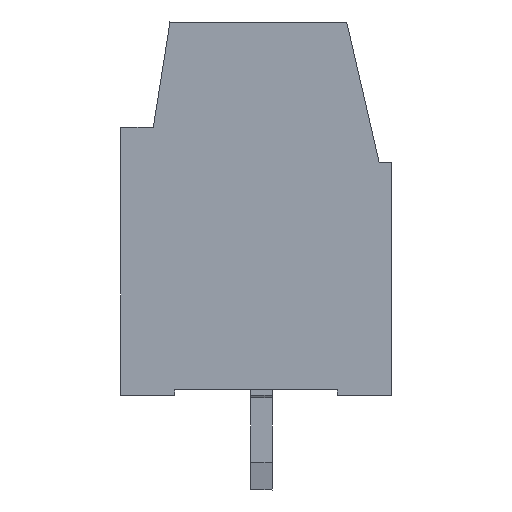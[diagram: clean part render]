
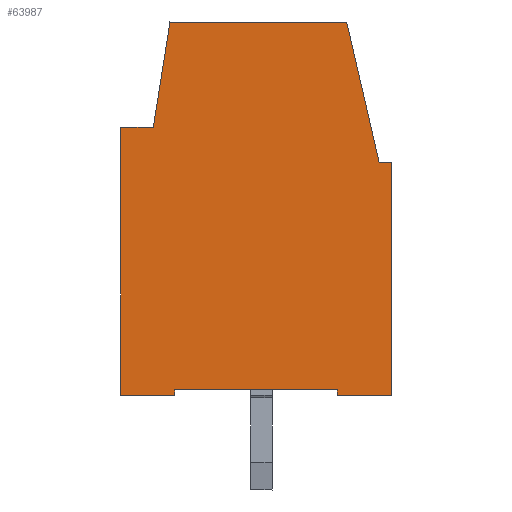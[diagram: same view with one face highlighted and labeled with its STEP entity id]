
A CAD part, left-side view. The second image highlights one B-rep face of the part: STEP entity #63987.
In plain terms, the highlighted planar face has unit normal (-1, 0, 0).
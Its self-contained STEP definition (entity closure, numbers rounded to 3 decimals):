
#63895=AXIS2_PLACEMENT_3D('Plane Axis2P3D',#63892,#63893,#63894) ;
#63503=CARTESIAN_POINT('Vertex',(0.,0.,12.101)) ;
#63506=CARTESIAN_POINT('Line Origine',(0.,0.,7.8)) ;
#63510=CARTESIAN_POINT('Vertex',(0.,0.,3.5)) ;
#63876=CARTESIAN_POINT('Vertex',(0.,0.445,12.1)) ;
#63879=CARTESIAN_POINT('Line Origine',(0.,0.223,12.1)) ;
#63892=CARTESIAN_POINT('Axis2P3D Location',(0.,3.449,14.)) ;
#63897=CARTESIAN_POINT('Line Origine',(0.,1.027,14.623)) ;
#63901=CARTESIAN_POINT('Vertex',(0.,1.609,17.145)) ;
#63904=CARTESIAN_POINT('Line Origine',(0.,1.627,17.223)) ;
#63908=CARTESIAN_POINT('Vertex',(0.,1.645,17.3)) ;
#63911=CARTESIAN_POINT('Line Origine',(0.,4.913,17.3)) ;
#63915=CARTESIAN_POINT('Vertex',(0.,8.181,17.301)) ;
#63918=CARTESIAN_POINT('Line Origine',(0.,8.49,15.351)) ;
#63922=CARTESIAN_POINT('Vertex',(0.,8.799,13.401)) ;
#63925=CARTESIAN_POINT('Line Origine',(0.,9.399,13.401)) ;
#63929=CARTESIAN_POINT('Vertex',(0.,9.999,13.401)) ;
#63932=CARTESIAN_POINT('Line Origine',(0.,10.,8.451)) ;
#63936=CARTESIAN_POINT('Vertex',(0.,10.,3.501)) ;
#63939=CARTESIAN_POINT('Line Origine',(0.,9.,3.501)) ;
#63943=CARTESIAN_POINT('Vertex',(0.,8.,3.501)) ;
#63946=CARTESIAN_POINT('Line Origine',(0.,8.,3.601)) ;
#63950=CARTESIAN_POINT('Vertex',(0.,8.,3.701)) ;
#63953=CARTESIAN_POINT('Line Origine',(0.,5.,3.7)) ;
#63957=CARTESIAN_POINT('Vertex',(0.,2.,3.7)) ;
#63960=CARTESIAN_POINT('Line Origine',(0.,2.,3.6)) ;
#63964=CARTESIAN_POINT('Vertex',(0.,2.,3.5)) ;
#63967=CARTESIAN_POINT('Line Origine',(0.,1.,3.5)) ;
#63507=DIRECTION('Vector Direction',(0.,0.,1.)) ;
#63880=DIRECTION('Vector Direction',(0.,-1.,0.001)) ;
#63893=DIRECTION('Axis2P3D Direction',(1.,0.,0.)) ;
#63894=DIRECTION('Axis2P3D XDirection',(0.,1.,0.)) ;
#63898=DIRECTION('Vector Direction',(0.,0.225,0.974)) ;
#63905=DIRECTION('Vector Direction',(0.,0.225,0.974)) ;
#63912=DIRECTION('Vector Direction',(0.,-1.,0.)) ;
#63919=DIRECTION('Vector Direction',(0.,0.157,-0.988)) ;
#63926=DIRECTION('Vector Direction',(0.,-1.,0.)) ;
#63933=DIRECTION('Vector Direction',(0.,0.,-1.)) ;
#63940=DIRECTION('Vector Direction',(0.,-1.,0.)) ;
#63947=DIRECTION('Vector Direction',(0.,0.,1.)) ;
#63954=DIRECTION('Vector Direction',(0.,-1.,0.)) ;
#63961=DIRECTION('Vector Direction',(0.,0.,-1.)) ;
#63968=DIRECTION('Vector Direction',(0.,-1.,0.)) ;
#63508=VECTOR('Line Direction',#63507,1.) ;
#63881=VECTOR('Line Direction',#63880,1.) ;
#63899=VECTOR('Line Direction',#63898,1.) ;
#63906=VECTOR('Line Direction',#63905,1.) ;
#63913=VECTOR('Line Direction',#63912,1.) ;
#63920=VECTOR('Line Direction',#63919,1.) ;
#63927=VECTOR('Line Direction',#63926,1.) ;
#63934=VECTOR('Line Direction',#63933,1.) ;
#63941=VECTOR('Line Direction',#63940,1.) ;
#63948=VECTOR('Line Direction',#63947,1.) ;
#63955=VECTOR('Line Direction',#63954,1.) ;
#63962=VECTOR('Line Direction',#63961,1.) ;
#63969=VECTOR('Line Direction',#63968,1.) ;
#63973=ORIENTED_EDGE('',*,*,#63512,.T.) ;
#63974=ORIENTED_EDGE('',*,*,#63883,.F.) ;
#63975=ORIENTED_EDGE('',*,*,#63903,.T.) ;
#63976=ORIENTED_EDGE('',*,*,#63910,.T.) ;
#63977=ORIENTED_EDGE('',*,*,#63917,.F.) ;
#63978=ORIENTED_EDGE('',*,*,#63924,.T.) ;
#63979=ORIENTED_EDGE('',*,*,#63931,.F.) ;
#63980=ORIENTED_EDGE('',*,*,#63938,.T.) ;
#63981=ORIENTED_EDGE('',*,*,#63945,.T.) ;
#63982=ORIENTED_EDGE('',*,*,#63952,.T.) ;
#63983=ORIENTED_EDGE('',*,*,#63959,.T.) ;
#63984=ORIENTED_EDGE('',*,*,#63966,.T.) ;
#63985=ORIENTED_EDGE('',*,*,#63971,.T.) ;
#63987=ADVANCED_FACE('COVER',(#63986),#63896,.F.) ;
#63512=EDGE_CURVE('',#63511,#63504,#63509,.T.) ;
#63883=EDGE_CURVE('',#63877,#63504,#63882,.T.) ;
#63903=EDGE_CURVE('',#63877,#63902,#63900,.T.) ;
#63910=EDGE_CURVE('',#63902,#63909,#63907,.T.) ;
#63917=EDGE_CURVE('',#63916,#63909,#63914,.T.) ;
#63924=EDGE_CURVE('',#63916,#63923,#63921,.T.) ;
#63931=EDGE_CURVE('',#63930,#63923,#63928,.T.) ;
#63938=EDGE_CURVE('',#63930,#63937,#63935,.T.) ;
#63945=EDGE_CURVE('',#63937,#63944,#63942,.T.) ;
#63952=EDGE_CURVE('',#63944,#63951,#63949,.T.) ;
#63959=EDGE_CURVE('',#63951,#63958,#63956,.T.) ;
#63966=EDGE_CURVE('',#63958,#63965,#63963,.T.) ;
#63971=EDGE_CURVE('',#63965,#63511,#63970,.T.) ;
#63972=EDGE_LOOP('',(#63973,#63974,#63975,#63976,#63977,#63978,#63979,#63980,#63981,#63982,#63983,#63984,#63985)) ;
#63986=FACE_OUTER_BOUND('',#63972,.T.) ;
#63509=LINE('Line',#63506,#63508) ;
#63882=LINE('Line',#63879,#63881) ;
#63900=LINE('Line',#63897,#63899) ;
#63907=LINE('Line',#63904,#63906) ;
#63914=LINE('Line',#63911,#63913) ;
#63921=LINE('Line',#63918,#63920) ;
#63928=LINE('Line',#63925,#63927) ;
#63935=LINE('Line',#63932,#63934) ;
#63942=LINE('Line',#63939,#63941) ;
#63949=LINE('Line',#63946,#63948) ;
#63956=LINE('Line',#63953,#63955) ;
#63963=LINE('Line',#63960,#63962) ;
#63970=LINE('Line',#63967,#63969) ;
#63896=PLANE('',#63895) ;
#63504=VERTEX_POINT('',#63503) ;
#63511=VERTEX_POINT('',#63510) ;
#63877=VERTEX_POINT('',#63876) ;
#63902=VERTEX_POINT('',#63901) ;
#63909=VERTEX_POINT('',#63908) ;
#63916=VERTEX_POINT('',#63915) ;
#63923=VERTEX_POINT('',#63922) ;
#63930=VERTEX_POINT('',#63929) ;
#63937=VERTEX_POINT('',#63936) ;
#63944=VERTEX_POINT('',#63943) ;
#63951=VERTEX_POINT('',#63950) ;
#63958=VERTEX_POINT('',#63957) ;
#63965=VERTEX_POINT('',#63964) ;
